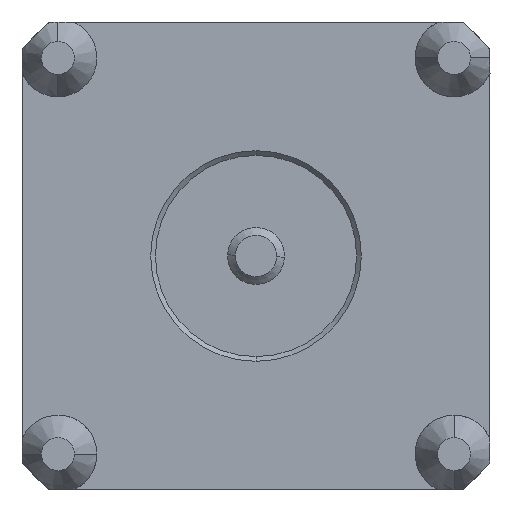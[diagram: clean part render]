
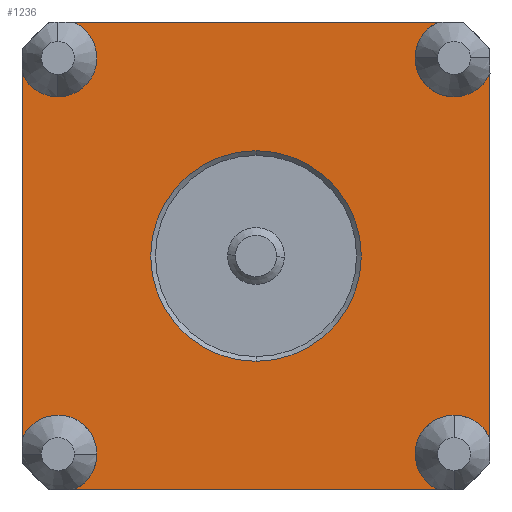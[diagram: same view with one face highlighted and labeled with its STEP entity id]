
A CAD part, front view. The second image highlights one B-rep face of the part: STEP entity #1236.
In plain terms, the highlighted planar face has unit normal (0, -1, 0).
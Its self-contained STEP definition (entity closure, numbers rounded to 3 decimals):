
#6 = DIRECTION ( 'NONE',  ( 0., 0., 1. ) ) ;
#22 = EDGE_CURVE ( 'NONE', #248, #615, #973, .T. ) ;
#23 = CARTESIAN_POINT ( 'NONE',  ( 2.54, -4.1, -2.54 ) ) ;
#29 = DIRECTION ( 'NONE',  ( 1., 0., 0. ) ) ;
#83 = DIRECTION ( 'NONE',  ( -1., 0., 0. ) ) ;
#90 = CARTESIAN_POINT ( 'NONE',  ( 2.54, -4.1, 2.54 ) ) ;
#102 = ORIENTED_EDGE ( 'NONE', *, *, #323, .F. ) ;
#115 = AXIS2_PLACEMENT_3D ( 'NONE', #90, #1250, #2423 ) ;
#127 = CARTESIAN_POINT ( 'NONE',  ( -2.54, -4.1, 2.04 ) ) ;
#128 = DIRECTION ( 'NONE',  ( 0., 1., 0. ) ) ;
#136 = CARTESIAN_POINT ( 'NONE',  ( -2.54, -4.1, -2.54 ) ) ;
#152 = CIRCLE ( 'NONE', #710, 1.35 ) ;
#174 = VERTEX_POINT ( 'NONE', #513 ) ;
#204 = CIRCLE ( 'NONE', #364, 0.5 ) ;
#227 = DIRECTION ( 'NONE',  ( 0., 0., -1. ) ) ;
#248 = VERTEX_POINT ( 'NONE', #2275 ) ;
#254 = DIRECTION ( 'NONE',  ( 0., 0., -1. ) ) ;
#323 = EDGE_CURVE ( 'NONE', #498, #174, #2056, .T. ) ;
#326 = CARTESIAN_POINT ( 'NONE',  ( -2.344, -4.1, -3. ) ) ;
#335 = DIRECTION ( 'NONE',  ( 0., 0., 1. ) ) ;
#350 = VECTOR ( 'NONE', #2123, 1000. ) ;
#364 = AXIS2_PLACEMENT_3D ( 'NONE', #685, #1292, #1672 ) ;
#365 = VERTEX_POINT ( 'NONE', #1720 ) ;
#384 = FACE_BOUND ( 'NONE', #1376, .T. ) ;
#416 = ORIENTED_EDGE ( 'NONE', *, *, #2367, .F. ) ;
#424 = CARTESIAN_POINT ( 'NONE',  ( -2.344, -4.1, 3. ) ) ;
#454 = VECTOR ( 'NONE', #83, 1000. ) ;
#498 = VERTEX_POINT ( 'NONE', #1293 ) ;
#513 = CARTESIAN_POINT ( 'NONE',  ( -3., -4.1, 2.344 ) ) ;
#549 = CARTESIAN_POINT ( 'NONE',  ( 0., -4.1, 1.35 ) ) ;
#557 = EDGE_CURVE ( 'NONE', #1570, #365, #1532, .T. ) ;
#615 = VERTEX_POINT ( 'NONE', #326 ) ;
#624 = DIRECTION ( 'NONE',  ( 0., 0., -1. ) ) ;
#660 = CARTESIAN_POINT ( 'NONE',  ( 3., -4.1, 2.344 ) ) ;
#665 = EDGE_CURVE ( 'NONE', #1658, #1072, #2032, .T. ) ;
#685 = CARTESIAN_POINT ( 'NONE',  ( -2.54, -4.1, 2.54 ) ) ;
#710 = AXIS2_PLACEMENT_3D ( 'NONE', #868, #2229, #254 ) ;
#736 = CARTESIAN_POINT ( 'NONE',  ( -1.25, -4.1, 0. ) ) ;
#756 = EDGE_CURVE ( 'NONE', #2176, #1523, #1938, .T. ) ;
#771 = CARTESIAN_POINT ( 'NONE',  ( 2.54, -4.1, 2.54 ) ) ;
#781 = CARTESIAN_POINT ( 'NONE',  ( -3., -4.1, -3. ) ) ;
#782 = ORIENTED_EDGE ( 'NONE', *, *, #823, .T. ) ;
#807 = AXIS2_PLACEMENT_3D ( 'NONE', #1466, #128, #2457 ) ;
#813 = CARTESIAN_POINT ( 'NONE',  ( 3., -4.1, -2.344 ) ) ;
#823 = EDGE_CURVE ( 'NONE', #365, #1570, #152, .T. ) ;
#825 = CARTESIAN_POINT ( 'NONE',  ( -2.54, -4.1, 2.54 ) ) ;
#863 = LINE ( 'NONE', #1335, #350 ) ;
#865 = ORIENTED_EDGE ( 'NONE', *, *, #1497, .F. ) ;
#868 = CARTESIAN_POINT ( 'NONE',  ( 0., -4.1, 0. ) ) ;
#927 = CARTESIAN_POINT ( 'NONE',  ( 2.54, -4.1, 2.04 ) ) ;
#929 = ORIENTED_EDGE ( 'NONE', *, *, #2441, .F. ) ;
#930 = DIRECTION ( 'NONE',  ( 0., 0., -1. ) ) ;
#970 = DIRECTION ( 'NONE',  ( 0., 0., 1. ) ) ;
#973 = LINE ( 'NONE', #1388, #454 ) ;
#975 = AXIS2_PLACEMENT_3D ( 'NONE', #771, #2135, #970 ) ;
#997 = VERTEX_POINT ( 'NONE', #813 ) ;
#1015 = ORIENTED_EDGE ( 'NONE', *, *, #1196, .F. ) ;
#1072 = VERTEX_POINT ( 'NONE', #660 ) ;
#1118 = ORIENTED_EDGE ( 'NONE', *, *, #22, .F. ) ;
#1129 = ORIENTED_EDGE ( 'NONE', *, *, #557, .T. ) ;
#1171 = CIRCLE ( 'NONE', #2086, 0.5 ) ;
#1196 = EDGE_CURVE ( 'NONE', #615, #498, #1645, .T. ) ;
#1236 = ADVANCED_FACE ( 'NONE', ( #384, #1860 ), #1674, .T. ) ;
#1250 = DIRECTION ( 'NONE',  ( 0., -1., 0. ) ) ;
#1292 = DIRECTION ( 'NONE',  ( 0., -1., 0. ) ) ;
#1293 = CARTESIAN_POINT ( 'NONE',  ( -3., -4.1, -2.344 ) ) ;
#1320 = VERTEX_POINT ( 'NONE', #1329 ) ;
#1329 = CARTESIAN_POINT ( 'NONE',  ( 2.344, -4.1, 3. ) ) ;
#1335 = CARTESIAN_POINT ( 'NONE',  ( 3., -4.1, 3. ) ) ;
#1348 = EDGE_CURVE ( 'NONE', #1072, #997, #863, .T. ) ;
#1373 = DIRECTION ( 'NONE',  ( 0., -1., 0. ) ) ;
#1376 = EDGE_LOOP ( 'NONE', ( #782, #1129 ) ) ;
#1377 = CARTESIAN_POINT ( 'NONE',  ( -3., -4.1, 3. ) ) ;
#1388 = CARTESIAN_POINT ( 'NONE',  ( 3., -4.1, -3. ) ) ;
#1461 = ORIENTED_EDGE ( 'NONE', *, *, #756, .F. ) ;
#1466 = CARTESIAN_POINT ( 'NONE',  ( 0., -4.1, 0. ) ) ;
#1468 = VECTOR ( 'NONE', #6, 1000. ) ;
#1477 = DIRECTION ( 'NONE',  ( 0., -1., 0. ) ) ;
#1497 = EDGE_CURVE ( 'NONE', #1523, #1320, #1670, .T. ) ;
#1523 = VERTEX_POINT ( 'NONE', #424 ) ;
#1532 = CIRCLE ( 'NONE', #807, 1.35 ) ;
#1570 = VERTEX_POINT ( 'NONE', #549 ) ;
#1575 = CIRCLE ( 'NONE', #975, 0.5 ) ;
#1630 = ORIENTED_EDGE ( 'NONE', *, *, #665, .F. ) ;
#1645 = CIRCLE ( 'NONE', #2515, 0.5 ) ;
#1658 = VERTEX_POINT ( 'NONE', #927 ) ;
#1667 = AXIS2_PLACEMENT_3D ( 'NONE', #736, #2090, #930 ) ;
#1670 = LINE ( 'NONE', #1377, #2196 ) ;
#1672 = DIRECTION ( 'NONE',  ( 0., 0., -1. ) ) ;
#1674 = PLANE ( 'NONE',  #1667 ) ;
#1720 = CARTESIAN_POINT ( 'NONE',  ( 0., -4.1, -1.35 ) ) ;
#1722 = EDGE_CURVE ( 'NONE', #174, #2176, #204, .T. ) ;
#1860 = FACE_OUTER_BOUND ( 'NONE', #2035, .T. ) ;
#1866 = ORIENTED_EDGE ( 'NONE', *, *, #1722, .F. ) ;
#1938 = CIRCLE ( 'NONE', #2326, 0.5 ) ;
#1989 = DIRECTION ( 'NONE',  ( 0., -1., 0. ) ) ;
#2032 = CIRCLE ( 'NONE', #115, 0.5 ) ;
#2035 = EDGE_LOOP ( 'NONE', ( #1015, #1118, #929, #2521, #1630, #416, #865, #1461, #1866, #102 ) ) ;
#2056 = LINE ( 'NONE', #781, #1468 ) ;
#2086 = AXIS2_PLACEMENT_3D ( 'NONE', #23, #1373, #227 ) ;
#2090 = DIRECTION ( 'NONE',  ( 0., -1., 0. ) ) ;
#2123 = DIRECTION ( 'NONE',  ( 0., 0., -1. ) ) ;
#2135 = DIRECTION ( 'NONE',  ( 0., -1., 0. ) ) ;
#2176 = VERTEX_POINT ( 'NONE', #127 ) ;
#2196 = VECTOR ( 'NONE', #29, 1000. ) ;
#2229 = DIRECTION ( 'NONE',  ( 0., 1., 0. ) ) ;
#2275 = CARTESIAN_POINT ( 'NONE',  ( 2.344, -4.1, -3. ) ) ;
#2326 = AXIS2_PLACEMENT_3D ( 'NONE', #825, #1989, #624 ) ;
#2367 = EDGE_CURVE ( 'NONE', #1320, #1658, #1575, .T. ) ;
#2423 = DIRECTION ( 'NONE',  ( 0., 0., 1. ) ) ;
#2441 = EDGE_CURVE ( 'NONE', #997, #248, #1171, .T. ) ;
#2457 = DIRECTION ( 'NONE',  ( 0., 0., -1. ) ) ;
#2515 = AXIS2_PLACEMENT_3D ( 'NONE', #136, #1477, #335 ) ;
#2521 = ORIENTED_EDGE ( 'NONE', *, *, #1348, .F. ) ;
